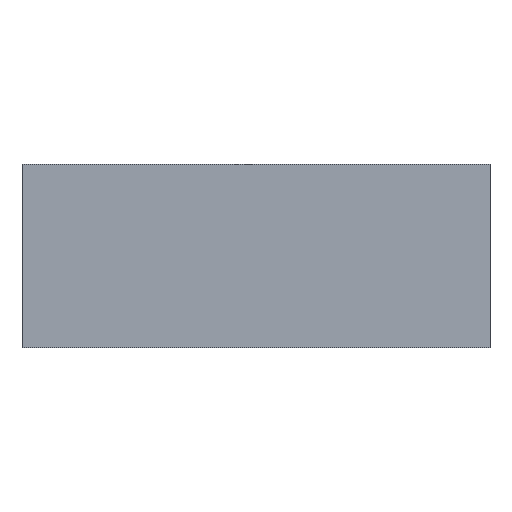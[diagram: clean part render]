
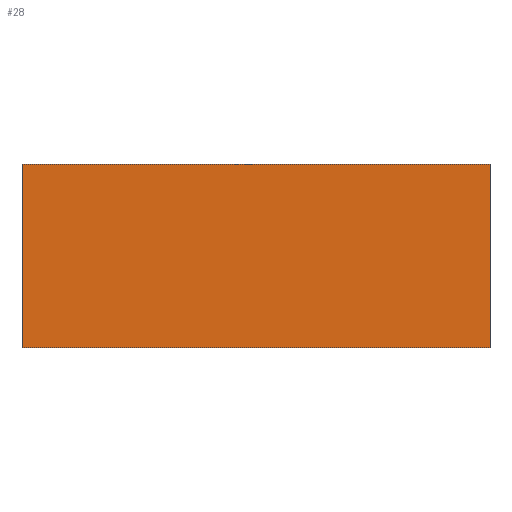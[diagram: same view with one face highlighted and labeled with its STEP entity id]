
A CAD part, front view. The second image highlights one B-rep face of the part: STEP entity #28.
In plain terms, the highlighted planar face has unit normal (0, -1, 0).
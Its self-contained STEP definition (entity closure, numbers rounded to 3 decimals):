
#1 = EDGE_CURVE ( 'NONE', #11, #35, #82, .T. ) ;
#10 = EDGE_CURVE ( 'NONE', #35, #267, #154, .T. ) ;
#11 = VERTEX_POINT ( 'NONE', #158 ) ;
#13 = ORIENTED_EDGE ( 'NONE', *, *, #47, .T. ) ;
#28 = ADVANCED_FACE ( 'NONE', ( #217 ), #218, .T. ) ;
#35 = VERTEX_POINT ( 'NONE', #242 ) ;
#47 = EDGE_CURVE ( 'NONE', #71, #267, #109, .T. ) ;
#50 = ORIENTED_EDGE ( 'NONE', *, *, #162, .T. ) ;
#71 = VERTEX_POINT ( 'NONE', #175 ) ;
#72 = ORIENTED_EDGE ( 'NONE', *, *, #1, .F. ) ;
#82 = LINE ( 'NONE', #83, #84 ) ;
#83 = CARTESIAN_POINT ( 'NONE',  ( 0., -19.651, -200. ) ) ;
#84 = VECTOR ( 'NONE', #85, 1000. ) ;
#85 = DIRECTION ( 'NONE',  ( 0., 0., 1. ) ) ;
#109 = LINE ( 'NONE', #110, #111 ) ;
#110 = CARTESIAN_POINT ( 'NONE',  ( 510.7, -19.651, -200. ) ) ;
#111 = VECTOR ( 'NONE', #112, 1000. ) ;
#112 = DIRECTION ( 'NONE',  ( 0., 0., 1. ) ) ;
#154 = LINE ( 'NONE', #155, #156 ) ;
#155 = CARTESIAN_POINT ( 'NONE',  ( 0., -19.651, 0. ) ) ;
#156 = VECTOR ( 'NONE', #157, 1000. ) ;
#157 = DIRECTION ( 'NONE',  ( 1., 0., 0. ) ) ;
#158 = CARTESIAN_POINT ( 'NONE',  ( 0., -19.651, -200. ) ) ;
#161 = EDGE_LOOP ( 'NONE', ( #281, #72, #50, #13 ) ) ;
#162 = EDGE_CURVE ( 'NONE', #11, #71, #199, .T. ) ;
#175 = CARTESIAN_POINT ( 'NONE',  ( 510.7, -19.651, -200. ) ) ;
#199 = LINE ( 'NONE', #200, #201 ) ;
#200 = CARTESIAN_POINT ( 'NONE',  ( 0., -19.651, -200. ) ) ;
#201 = VECTOR ( 'NONE', #202, 1000. ) ;
#202 = DIRECTION ( 'NONE',  ( 1., 0., 0. ) ) ;
#217 = FACE_OUTER_BOUND ( 'NONE', #161, .T. ) ;
#218 = PLANE ( 'NONE',  #219 ) ;
#219 = AXIS2_PLACEMENT_3D ( 'NONE', #220, #221, #222 ) ;
#220 = CARTESIAN_POINT ( 'NONE',  ( 0., -19.651, -200. ) ) ;
#221 = DIRECTION ( 'NONE',  ( 0., -1., 0. ) ) ;
#222 = DIRECTION ( 'NONE',  ( 0., 0., -1. ) ) ;
#242 = CARTESIAN_POINT ( 'NONE',  ( 0., -19.651, 0. ) ) ;
#247 = CARTESIAN_POINT ( 'NONE',  ( 510.7, -19.651, 0. ) ) ;
#267 = VERTEX_POINT ( 'NONE', #247 ) ;
#281 = ORIENTED_EDGE ( 'NONE', *, *, #10, .F. ) ;
